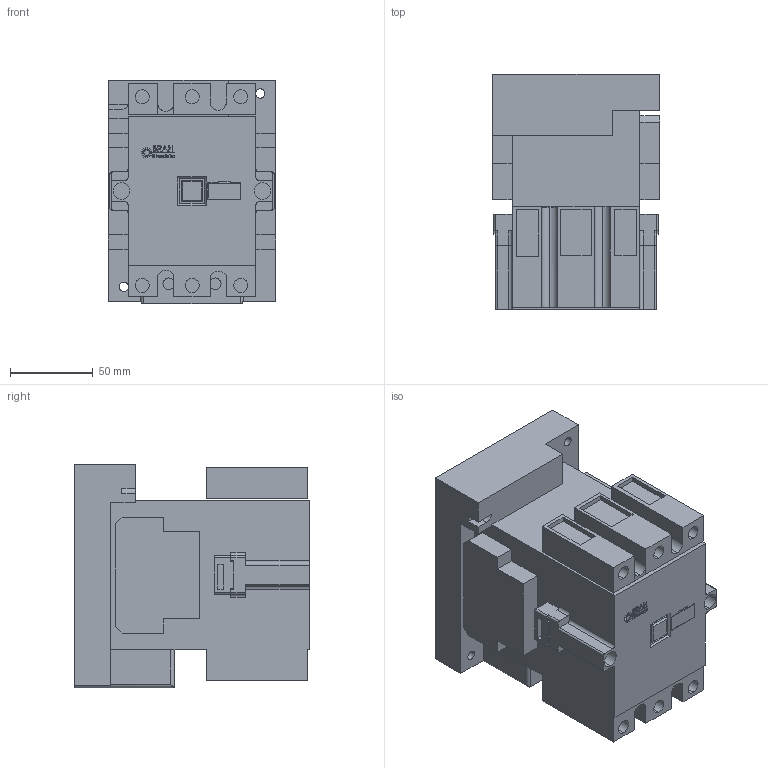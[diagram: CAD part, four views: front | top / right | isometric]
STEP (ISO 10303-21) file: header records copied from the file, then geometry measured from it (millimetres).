
FILE_DESCRIPTION (( 'STEP AP214' ), '1' );
FILE_NAME ('B3TF4922-0AP6.STEP', '2014-05-13T08:45:42', ( '' ), ( '' ), 'SwSTEP 2.0', 'SolidWorks 2013', '' );
FILE_SCHEMA (( 'AUTOMOTIVE_DESIGN' ));
Length unit declared in the file: millimetre
Products named in the file (1): B3TF4922-0AP6
Bounding box: 101 x 142.05 x 134.78 mm (x, y, z)
Volume: 1348493.4 mm3; surface area: 135044.2 mm2
Topology: 3 solids, 5 shells, 536 faces, 1404 edges, 926 vertices
Faces by surface type: plane 412, cylinder 74, bspline 50
Entity records: 18784 total; most frequent: CARTESIAN_POINT 5741, ORIENTED_EDGE 2808, DIRECTION 2410, EDGE_CURVE 1404, LINE 1156, VECTOR 1156, VERTEX_POINT 926, AXIS2_PLACEMENT_3D 627
